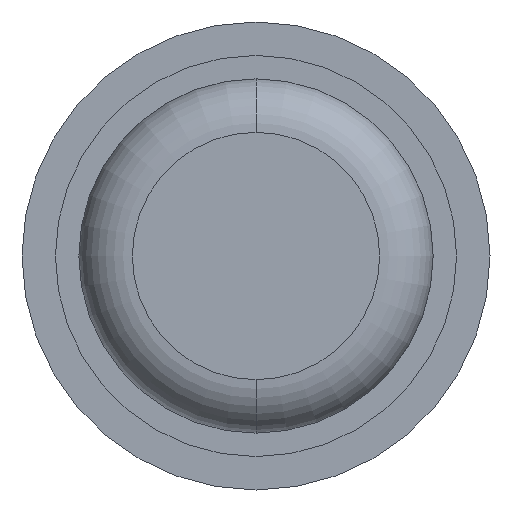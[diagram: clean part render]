
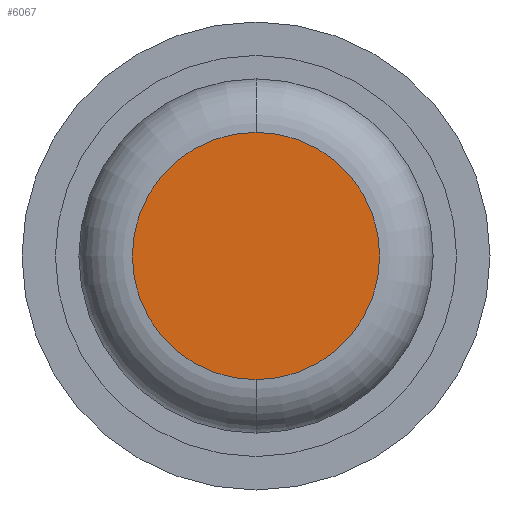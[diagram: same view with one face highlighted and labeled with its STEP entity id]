
A CAD part, front view. The second image highlights one B-rep face of the part: STEP entity #6067.
In plain terms, the highlighted planar face has unit normal (0, -1, 0).
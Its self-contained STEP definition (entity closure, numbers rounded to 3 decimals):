
#82 = DIRECTION ( 'NONE',  ( 0., -1., 0. ) ) ;
#674 = ORIENTED_EDGE ( 'NONE', *, *, #5836, .T. ) ;
#1103 = DIRECTION ( 'NONE',  ( 0., 0., -1. ) ) ;
#1735 = EDGE_LOOP ( 'NONE', ( #2377, #674 ) ) ;
#1866 = CIRCLE ( 'NONE', #4472, 0.925 ) ;
#1934 = DIRECTION ( 'NONE',  ( 0., 0., -1. ) ) ;
#2377 = ORIENTED_EDGE ( 'NONE', *, *, #6897, .T. ) ;
#2543 = VERTEX_POINT ( 'NONE', #6926 ) ;
#2694 = DIRECTION ( 'NONE',  ( 0., 0., -1. ) ) ;
#2907 = FACE_OUTER_BOUND ( 'NONE', #1735, .T. ) ;
#3794 = DIRECTION ( 'NONE',  ( 0., -1., 0. ) ) ;
#4283 = CARTESIAN_POINT ( 'NONE',  ( -1.325, -10., 0. ) ) ;
#4472 = AXIS2_PLACEMENT_3D ( 'NONE', #4952, #82, #1103 ) ;
#4545 = VERTEX_POINT ( 'NONE', #7075 ) ;
#4952 = CARTESIAN_POINT ( 'NONE',  ( 0., -10., 0. ) ) ;
#5161 = AXIS2_PLACEMENT_3D ( 'NONE', #5221, #6847, #1934 ) ;
#5221 = CARTESIAN_POINT ( 'NONE',  ( 0., -10., 0. ) ) ;
#5228 = CIRCLE ( 'NONE', #5161, 0.925 ) ;
#5836 = EDGE_CURVE ( 'Defeature ausgef�hrt1_117+Defeature ausgef�hrt1_125+Defeature ausgef�hrt1_125+Defeature ausgef�hrt1_125', #4545, #2543, #5228, .T. ) ;
#5978 = PLANE ( 'NONE',  #7011 ) ;
#6067 = ADVANCED_FACE ( 'Defeature ausgef�hrt1_117', ( #2907 ), #5978, .T. ) ;
#6847 = DIRECTION ( 'NONE',  ( 0., -1., 0. ) ) ;
#6897 = EDGE_CURVE ( 'Defeature ausgef�hrt1_117+Defeature ausgef�hrt1_125+Defeature ausgef�hrt1_125+Defeature ausgef�hrt1_125', #2543, #4545, #1866, .T. ) ;
#6926 = CARTESIAN_POINT ( 'NONE',  ( 0., -10., -0.925 ) ) ;
#7011 = AXIS2_PLACEMENT_3D ( 'NONE', #4283, #3794, #2694 ) ;
#7075 = CARTESIAN_POINT ( 'NONE',  ( 0., -10., 0.925 ) ) ;
